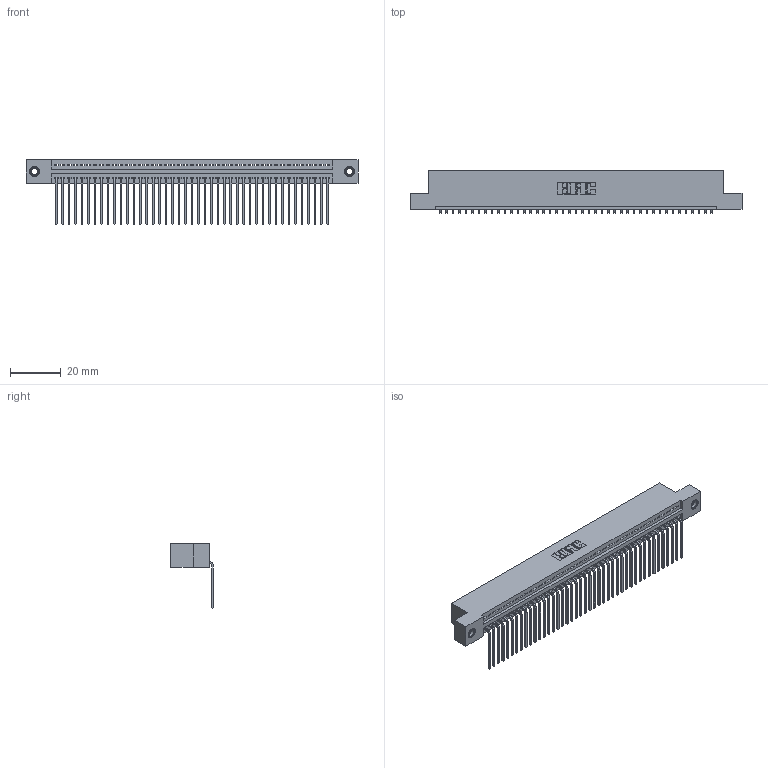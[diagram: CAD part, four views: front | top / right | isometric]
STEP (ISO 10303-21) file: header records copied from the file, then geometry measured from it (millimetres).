
FILE_DESCRIPTION (( 'STEP AP203' ), '1' );
FILE_NAME ('395-043-559-107.STEP', '2019-10-22T15:02:30', ( '' ), ( '' ), 'SwSTEP 2.0', 'SolidWorks 2016', '' );
FILE_SCHEMA (( 'CONFIG_CONTROL_DESIGN' ));
Length unit declared in the file: inch
Products named in the file (4): 345-250-001_345-250-005-103; 395-043-559-107; 345 Part_Flush Mounting Lugs - 0.156 Dia-TI; 345-292-001_558 559 Tail - 1
Assembly tree (46 placements, depth 2):
  395-043-559-107
    345 Part_Flush Mounting Lugs - 0.156 Dia-TI
    345-292-001_558 559 Tail - 1  x43
    345-250-001_345-250-005-103  x2
Bounding box: 130.43 x 16.75 x 25.53 mm (x, y, z)
Volume: 12526.2 mm3; surface area: 17534.2 mm2
Topology: 46 solids, 46 shells, 2766 faces, 8303 edges, 5470 vertices
Faces by surface type: plane 1918, cylinder 832, cone 12, torus 4
Entity records: 33498 total; most frequent: CARTESIAN_POINT 5784, ORIENTED_EDGE 5754, DIRECTION 5077, EDGE_CURVE 2877, VECTOR 2553, LINE 2553, VERTEX_POINT 1912, AXIS2_PLACEMENT_3D 1262
